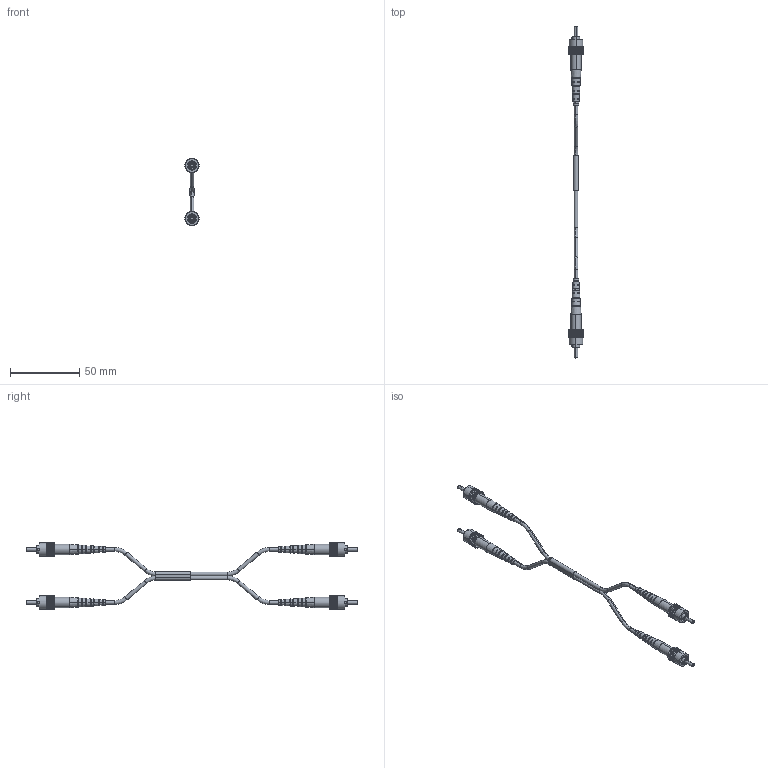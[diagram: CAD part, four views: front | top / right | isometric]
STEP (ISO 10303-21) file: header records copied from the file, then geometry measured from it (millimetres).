
FILE_DESCRIPTION (( 'STEP AP203' ), '1' );
FILE_NAME ('MCST-ST.STEP', '2006-06-23T19:40:50', ( 'lcom' ), ( 'lcom' ), 'SwSTEP 2.0', 'SolidWorks 2006004', '' );
FILE_SCHEMA (( 'CONFIG_CONTROL_DESIGN' ));
Length unit declared in the file: inch
Products named in the file (7): FOC-001BA-PROD-MA2; FOC-001BA; MCST-ST; N602-INS-ZC-62PFD; MCST-ST-01-MA1; FOC-001BA-PROD-MA1; FOC-001BA-PROD-MA3
Assembly tree (9 placements, depth 3):
  MCST-ST
    FOC-001BA  x4
      FOC-001BA-PROD-MA3
      FOC-001BA-PROD-MA1
      FOC-001BA-PROD-MA2
    N602-INS-ZC-62PFD
    MCST-ST-01-MA1
Bounding box: 10.3 x 239.68 x 48.6 mm (x, y, z)
Volume: 8126 mm3; surface area: 15134 mm2
Topology: 14 solids, 14 shells, 777 faces, 2251 edges, 1482 vertices
Faces by surface type: plane 614, cylinder 91, cone 48, torus 24
Entity records: 8555 total; most frequent: CARTESIAN_POINT 1676, ORIENTED_EDGE 1280, DIRECTION 1272, EDGE_CURVE 640, AXIS2_PLACEMENT_3D 448, VERTEX_POINT 414, VECTOR 376, LINE 376
